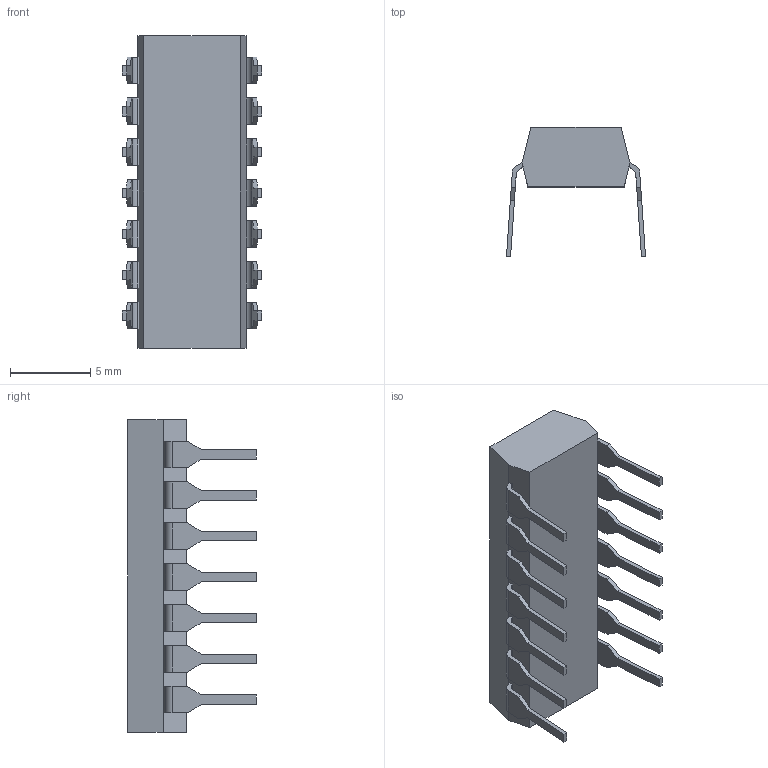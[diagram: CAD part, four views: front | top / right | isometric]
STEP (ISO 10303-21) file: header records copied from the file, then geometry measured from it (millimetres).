
FILE_DESCRIPTION((''),'2;1');
FILE_NAME('4120R','2012-08-22T',('ryans'),('Bourns, Inc.'),'PRO/ENGINEER BY PARAMETRIC TECHNOLOGY CORPORATION, 2010100','PRO/ENGINEER BY PARAMETRIC TECHNOLOGY CORPORATION, 2010100','');
FILE_SCHEMA(('CONFIG_CONTROL_DESIGN'));
Length unit declared in the file: millimetre
Products named in the file (1): 4120R
Bounding box: 8.64 x 8 x 19.43 mm (x, y, z)
Volume: 466.4 mm3; surface area: 618.5 mm2
Topology: 1 solids, 1 shells, 190 faces, 522 edges, 348 vertices
Faces by surface type: plane 162, cylinder 28
Entity records: 6000 total; most frequent: CARTESIAN_POINT 1060, ORIENTED_EDGE 1044, DIRECTION 958, EDGE_CURVE 522, VECTOR 466, LINE 466, VERTEX_POINT 348, AXIS2_PLACEMENT_3D 246
